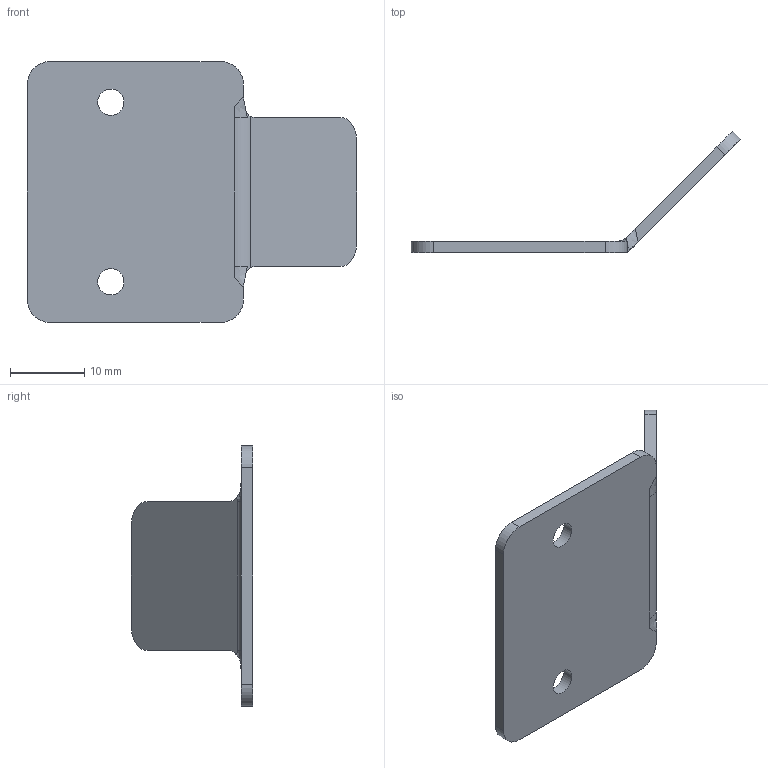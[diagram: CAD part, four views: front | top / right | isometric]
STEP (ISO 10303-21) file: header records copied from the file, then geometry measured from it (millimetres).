
FILE_DESCRIPTION((''),'2;1');
FILE_NAME('193591_ASM','2016-02-19T',('pdmadmin'),(''),'PRO/ENGINEER BY PARAMETRIC TECHNOLOGY CORPORATION, 2013230','PRO/ENGINEER BY PARAMETRIC TECHNOLOGY CORPORATION, 2013230','');
FILE_SCHEMA(('CONFIG_CONTROL_DESIGN'));
Length unit declared in the file: millimetre
Products named in the file (2): 192804; 193591_ASM
Assembly tree (1 placements, depth 2):
  193591_ASM
    192804
Bounding box: 44.2 x 16.28 x 35 mm (x, y, z)
Volume: 2129.3 mm3; surface area: 3079.3 mm2
Topology: 1 solids, 1 shells, 32 faces, 92 edges, 62 vertices
Faces by surface type: plane 12, cylinder 12, bspline 8
Entity records: 1402 total; most frequent: CARTESIAN_POINT 530, ORIENTED_EDGE 184, DIRECTION 148, EDGE_CURVE 92, VERTEX_POINT 62, AXIS2_PLACEMENT_3D 51, VECTOR 46, LINE 46
